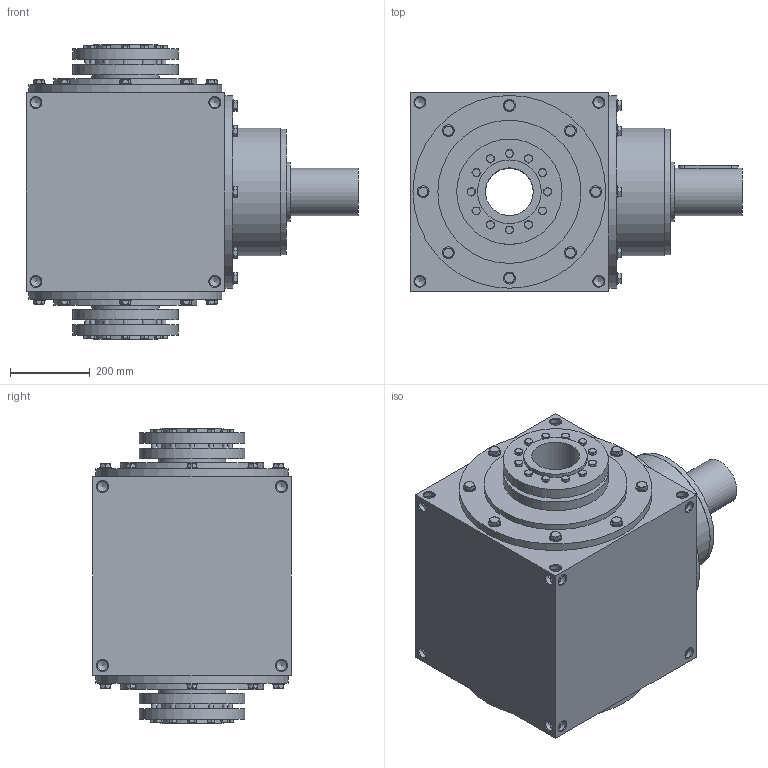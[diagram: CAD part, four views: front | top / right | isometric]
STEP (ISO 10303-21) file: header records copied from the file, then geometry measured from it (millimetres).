
FILE_DESCRIPTION( ( 'STEP AP214' ), ' ' );
FILE_NAME( 'RA500_C2_R.1_1.5.stp', '2017-10-01T14:00:01', ( '' ), ( '' ), ' ', 'PARTsolutions', ' ' );
FILE_SCHEMA( ( 'AUTOMOTIVE_DESIGN { 1 0 10303 214 1 1 1 1 }' ) );
Length unit declared in the file: millimetre
Products named in the file (5): RA500_C2_R.1/1.5; _RA5002-case; _RC500-shaft; _RC_RR500-screw; _RA500-shrink_disk
Assembly tree (28 placements, depth 2):
  RA500_C2_R.1/1.5
    _RA5002-case
    _RC500-shaft
    _RC_RR500-screw  x24
    _RA500-shrink_disk  x2
Bounding box: 835 x 500 x 740 mm (x, y, z)
Volume: 149552742.2 mm3; surface area: 3022127.3 mm2
Topology: 28 solids, 28 shells, 928 faces, 2129 edges, 1317 vertices
Faces by surface type: plane 442, cone 338, cylinder 148
Full cylindrical faces by diameter (mm): 12 x24, 16.4 x24, 17.294 x1, 26.211 x48, 30 x24, 120 x3, 126 x1, 150 x2, 160 x4, 170 x2, 173 x2, 265 x4, 316 x1, 320 x1, 360 x2, 485 x3
Entity records: 13308 total; most frequent: CARTESIAN_POINT 2562, DIRECTION 1640, ORIENTED_EDGE 1354, AXIS2_PLACEMENT_3D 732, EDGE_CURVE 677, EDGE_LOOP 576, VERTEX_POINT 506, FACE_OUTER_BOUND 455
